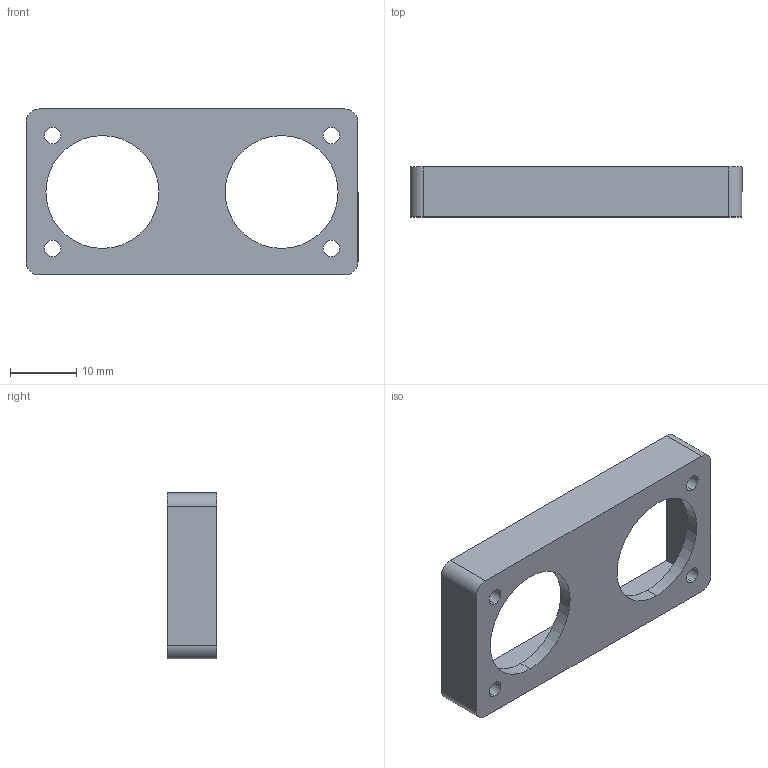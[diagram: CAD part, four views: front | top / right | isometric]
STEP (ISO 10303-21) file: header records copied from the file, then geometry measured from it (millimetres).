
FILE_DESCRIPTION (( 'STEP AP214' ), '1' );
FILE_NAME ('閉汒疏奻.STEP', '2025-05-28T09:05:34', ( '' ), ( '' ), 'SwSTEP 2.0', 'SolidWorks 2022', '' );
FILE_SCHEMA (( 'AUTOMOTIVE_DESIGN' ));
Length unit declared in the file: millimetre
Products named in the file (1): 閉汒疏奻
Bounding box: 50 x 7.5 x 25 mm (x, y, z)
Volume: 3089.1 mm3; surface area: 3658.7 mm2
Topology: 1 solids, 1 shells, 27 faces, 72 edges, 48 vertices
Faces by surface type: cylinder 16, plane 11
Entity records: 916 total; most frequent: DIRECTION 160, CARTESIAN_POINT 148, ORIENTED_EDGE 144, EDGE_CURVE 72, AXIS2_PLACEMENT_3D 60, VERTEX_POINT 48, EDGE_LOOP 40, VECTOR 40
